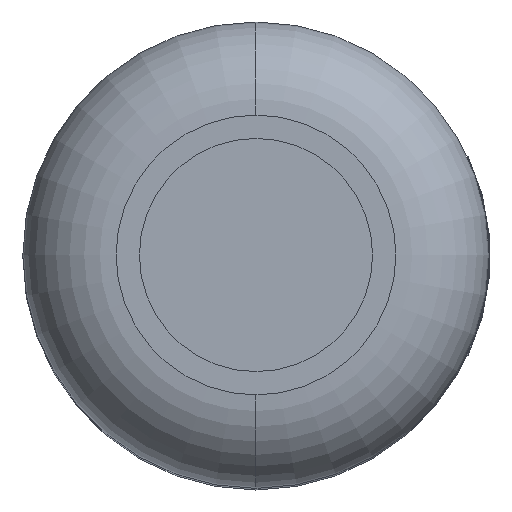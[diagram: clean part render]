
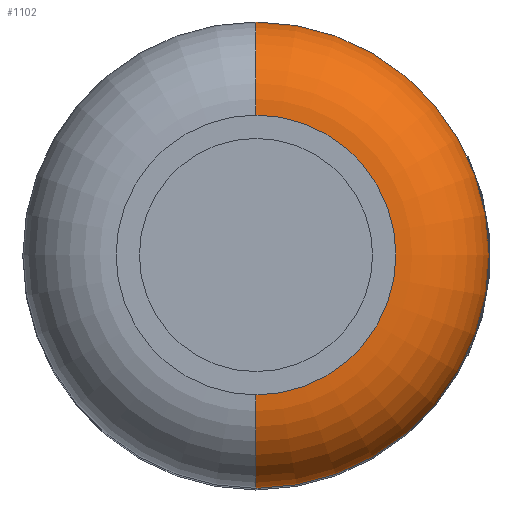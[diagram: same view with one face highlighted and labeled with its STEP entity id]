
A CAD part, top view. The second image highlights one B-rep face of the part: STEP entity #1102.
In plain terms, the highlighted toroidal (fillet/blend) face has major radius 1.5 mm and minor radius 1 mm.
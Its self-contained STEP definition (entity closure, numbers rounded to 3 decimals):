
#707 = CARTESIAN_POINT ( 'NONE',  ( 1., -2.5, 10. ) ) ;
#708 = VERTEX_POINT ( 'NONE', #707 ) ;
#709 = CARTESIAN_POINT ( 'NONE',  ( 1., 2.5, 10. ) ) ;
#710 = VERTEX_POINT ( 'NONE', #709 ) ;
#718 = CARTESIAN_POINT ( 'NONE',  ( 1., -1.5, 11. ) ) ;
#719 = VERTEX_POINT ( 'NONE', #718 ) ;
#720 = CARTESIAN_POINT ( 'NONE',  ( 1., -1.5, 10. ) ) ;
#721 = DIRECTION ( 'NONE',  ( -1., 0., 0. ) ) ;
#722 = DIRECTION ( 'NONE',  ( 0., -1., 0. ) ) ;
#723 = AXIS2_PLACEMENT_3D ( 'NONE', #720, #721, #722 ) ;
#724 = CIRCLE ( 'NONE', #723, 1.0) ;
#725 = EDGE_CURVE ( 'NONE', #708, #719, #724, .T. ) ;
#727 = CARTESIAN_POINT ( 'NONE',  ( 1., 1.5, 11. ) ) ;
#728 = VERTEX_POINT ( 'NONE', #727 ) ;
#736 = CARTESIAN_POINT ( 'NONE',  ( 1., 1.5, 10. ) ) ;
#737 = DIRECTION ( 'NONE',  ( 1., 0., 0. ) ) ;
#738 = DIRECTION ( 'NONE',  ( 0., 1., 0. ) ) ;
#739 = AXIS2_PLACEMENT_3D ( 'NONE', #736, #737, #738 ) ;
#740 = CIRCLE ( 'NONE', #739, 1.0) ;
#741 = EDGE_CURVE ( 'NONE', #710, #728, #740, .T. ) ;
#980 = CARTESIAN_POINT ( 'NONE',  ( 1., 0., 11. ) ) ;
#981 = DIRECTION ( 'NONE',  ( 0., 0., 1. ) ) ;
#982 = DIRECTION ( 'NONE',  ( 0., 1., 0. ) ) ;
#983 = AXIS2_PLACEMENT_3D ( 'NONE', #980, #981, #982 ) ;
#984 = CIRCLE ( 'NONE', #983, 1.5) ;
#985 = EDGE_CURVE ( 'NONE', #719, #728, #984, .T. ) ;
#996 = CARTESIAN_POINT ( 'NONE',  ( 1., 0., 10. ) ) ;
#997 = DIRECTION ( 'NONE',  ( 0., 0., -1. ) ) ;
#998 = DIRECTION ( 'NONE',  ( 0., 1., 0. ) ) ;
#999 = AXIS2_PLACEMENT_3D ( 'NONE', #996, #997, #998 ) ;
#1000 = CIRCLE ( 'NONE', #999, 2.5) ;
#1001 = EDGE_CURVE ( 'NONE', #710, #708, #1000, .T. ) ;
#1091 = ORIENTED_EDGE ( 'NONE', *, *, #725, .F. ) ;
#1092 = ORIENTED_EDGE ( 'NONE', *, *, #1001, .F. ) ;
#1093 = ORIENTED_EDGE ( 'NONE', *, *, #741, .T. ) ;
#1094 = ORIENTED_EDGE ( 'NONE', *, *, #985, .F. ) ;
#1095 = EDGE_LOOP ( 'NONE', ( #1091, #1092, #1093, #1094 ) ) ;
#1096 = FACE_OUTER_BOUND ( 'NONE', #1095, .T. ) ;
#1097 = CARTESIAN_POINT ( 'NONE',  ( 1., 0., 10. ) ) ;
#1098 = DIRECTION ( 'NONE',  ( 0., 0., 1. ) ) ;
#1099 = DIRECTION ( 'NONE',  ( 0., 1., 0. ) ) ;
#1100 = AXIS2_PLACEMENT_3D ( 'NONE', #1097, #1098, #1099 ) ;
#1101 = TOROIDAL_SURFACE ( 'NONE', #1100, 1.5, 1.0 ) ;
#1102 = ADVANCED_FACE ( 'NONE', ( #1096 ), #1101, .T. ) ;
